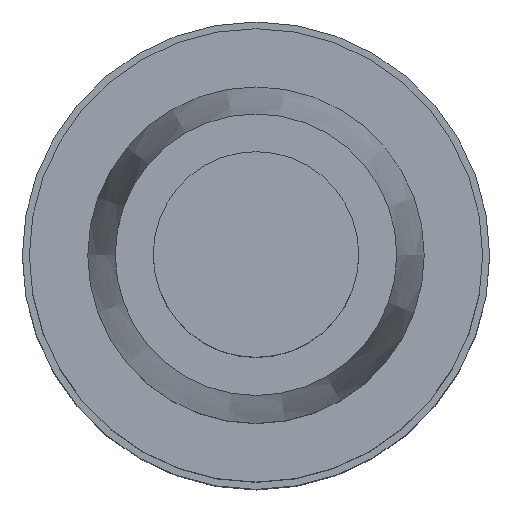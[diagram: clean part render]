
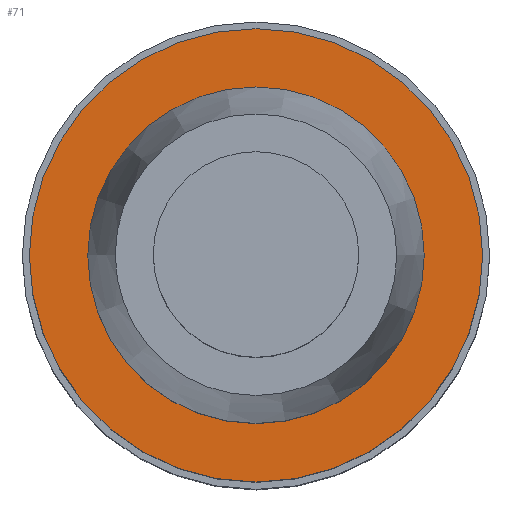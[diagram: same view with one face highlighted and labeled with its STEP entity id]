
A CAD part, top view. The second image highlights one B-rep face of the part: STEP entity #71.
In plain terms, the highlighted planar face has unit normal (0, 0, 1).
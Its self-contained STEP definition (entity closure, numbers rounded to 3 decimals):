
#56=PLANE('',#218);
#71=ADVANCED_FACE('',(#90,#91),#56,.T.);
#90=FACE_BOUND('',#109,.T.);
#91=FACE_BOUND('',#110,.T.);
#109=EDGE_LOOP('',(#129));
#110=EDGE_LOOP('',(#130));
#129=ORIENTED_EDGE('',*,*,#152,.F.);
#130=ORIENTED_EDGE('',*,*,#151,.T.);
#141=VERTEX_POINT('',#318);
#142=VERTEX_POINT('',#321);
#151=EDGE_CURVE('',#141,#141,#161,.T.);
#152=EDGE_CURVE('',#142,#142,#162,.T.);
#161=CIRCLE('',#215,3.6);
#162=CIRCLE('',#217,4.85);
#215=AXIS2_PLACEMENT_3D('',#317,#260,#261);
#217=AXIS2_PLACEMENT_3D('',#320,#264,#265);
#218=AXIS2_PLACEMENT_3D('',#322,#266,#267);
#260=DIRECTION('',(0.,0.,-1.));
#261=DIRECTION('',(-1.,0.,0.));
#264=DIRECTION('',(0.,0.,-1.));
#265=DIRECTION('',(-1.,0.,0.));
#266=DIRECTION('',(0.,0.,1.));
#267=DIRECTION('',(-1.,0.,0.));
#317=CARTESIAN_POINT('',(0.,0.,0.));
#318=CARTESIAN_POINT('',(-3.6,0.,0.));
#320=CARTESIAN_POINT('',(0.,0.,0.));
#321=CARTESIAN_POINT('',(-4.85,0.,0.));
#322=CARTESIAN_POINT('',(4.851,4.851,0.));
